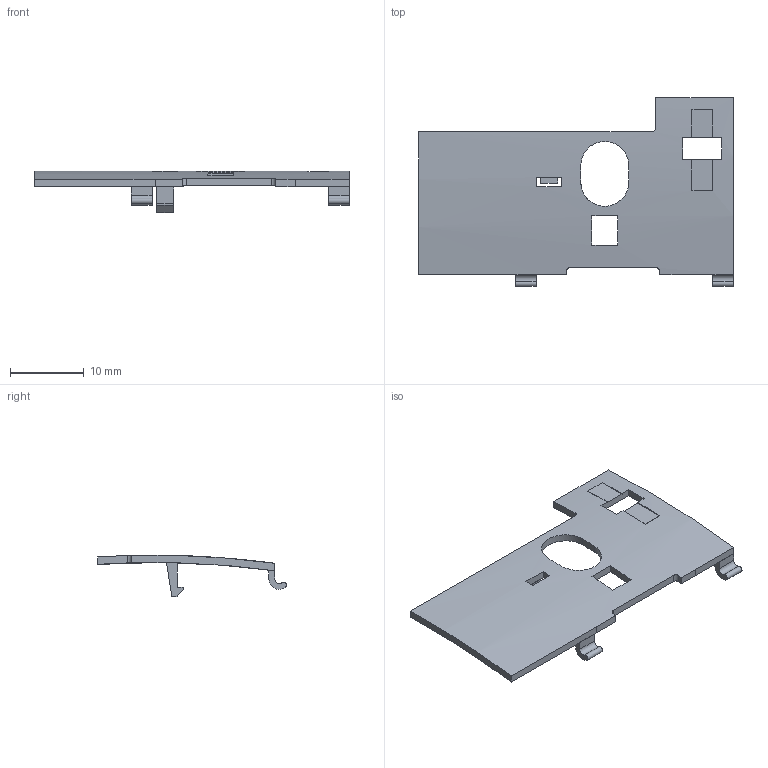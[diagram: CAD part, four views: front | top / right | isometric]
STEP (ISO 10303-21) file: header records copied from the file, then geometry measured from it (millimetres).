
FILE_DESCRIPTION(('STEP AP214'),'1');
FILE_NAME('cctmp_29758D9E-DD01-41FE-AB0F-2A0AEA386668_2023_07_18_13_28_31_0868..stp','2023-07-18T11:28:32',('SIEMENS A&D'),('CADClick - www.CADClick.com'),'Spatial InterOp 3D postprocessed',' ','unknown authorization');
FILE_SCHEMA(('AUTOMOTIVE_DESIGN'));
Length unit declared in the file: millimetre
Products named in the file (5): cc_unnamed; 2023_07_18_13_28_31_0853; 2023_07_18_13_28_31_0822; 2023_07_18_13_28_31_0790; 2023_07_18_13_28_31_0759
Assembly tree (4 placements, depth 2):
  cc_unnamed
    2023_07_18_13_28_31_0853
    2023_07_18_13_28_31_0822
    2023_07_18_13_28_31_0790
    2023_07_18_13_28_31_0759
Bounding box: 42.6 x 25.58 x 5.64 mm (x, y, z)
Volume: 809.7 mm3; surface area: 1867.6 mm2
Topology: 4 solids, 4 shells, 65 faces, 171 edges, 114 vertices
Faces by surface type: plane 49, cylinder 16
Entity records: 3655 total; most frequent: CARTESIAN_POINT 543, STYLED_ITEM 354, PRESENTATION_STYLE_ASSIGNMENT 354, DIRECTION 349, ORIENTED_EDGE 342, EDGE_CURVE 171, CURVE_STYLE 171, DRAUGHTING_PRE_DEFINED_CURVE_FONT 171
